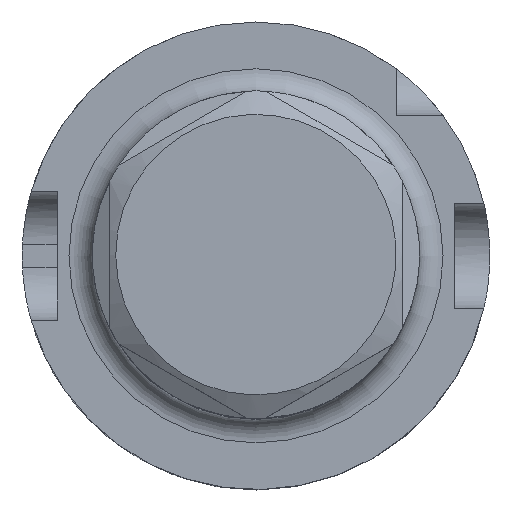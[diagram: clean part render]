
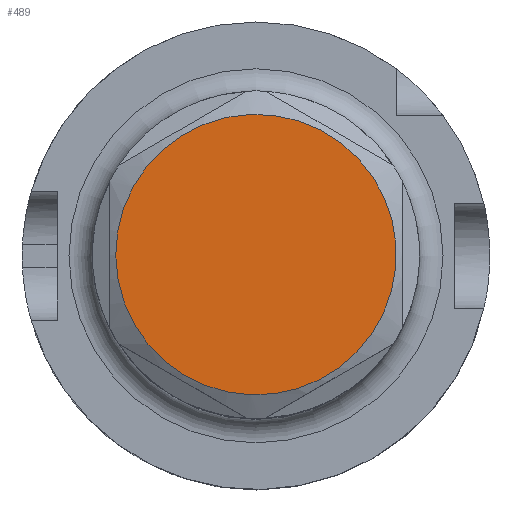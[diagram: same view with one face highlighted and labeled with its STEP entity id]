
A CAD part, top view. The second image highlights one B-rep face of the part: STEP entity #489.
In plain terms, the highlighted planar face has unit normal (0, 0, 1).
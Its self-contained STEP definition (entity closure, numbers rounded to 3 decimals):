
#72=PLANE('',#1710);
#237=FACE_OUTER_BOUND('',#637,.T.);
#489=ADVANCED_FACE('',(#237),#72,.T.);
#637=EDGE_LOOP('',(#951));
#951=ORIENTED_EDGE('',*,*,#1457,.T.);
#1265=VERTEX_POINT('',#2759);
#1457=EDGE_CURVE('',#1265,#1265,#1596,.T.);
#1596=CIRCLE('',#1708,12.);
#1708=AXIS2_PLACEMENT_3D('',#2758,#2009,#2010);
#1710=AXIS2_PLACEMENT_3D('',#2797,#2013,#2014);
#2009=DIRECTION('',(0.,0.,1.));
#2010=DIRECTION('',(-0.866,-0.5,0.));
#2013=DIRECTION('',(0.,0.,1.));
#2014=DIRECTION('',(-0.866,-0.5,0.));
#2758=CARTESIAN_POINT('',(0.,0.,79.48));
#2759=CARTESIAN_POINT('',(-10.392,-6.,79.48));
#2797=CARTESIAN_POINT('',(0.,0.,79.48));
